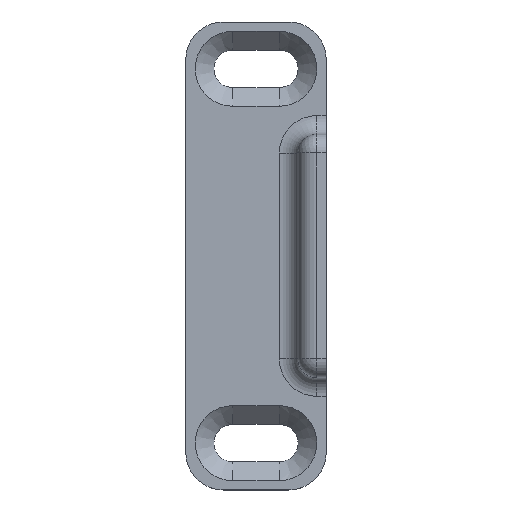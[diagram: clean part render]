
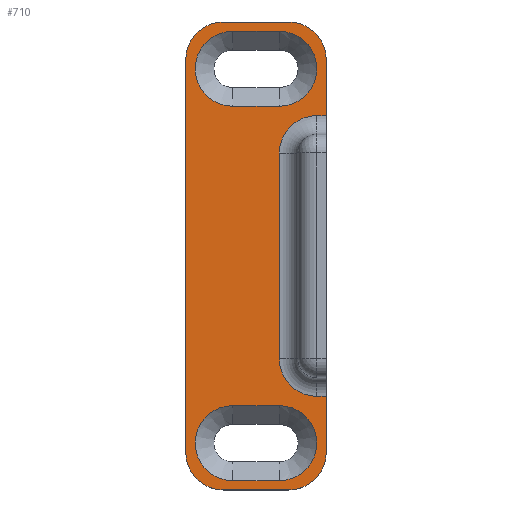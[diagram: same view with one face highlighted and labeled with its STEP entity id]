
A CAD part, top view. The second image highlights one B-rep face of the part: STEP entity #710.
In plain terms, the highlighted planar face has unit normal (0, 0, 1).
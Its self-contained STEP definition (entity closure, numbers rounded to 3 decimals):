
#19=FACE_BOUND('',#249,.T.);
#20=FACE_BOUND('',#250,.T.);
#24=PLANE('',#785);
#45=LINE('',#1080,#111);
#46=LINE('',#1091,#112);
#58=LINE('',#1132,#124);
#61=LINE('',#1138,#127);
#62=LINE('',#1142,#128);
#63=LINE('',#1146,#129);
#64=LINE('',#1150,#130);
#65=LINE('',#1153,#131);
#66=LINE('',#1156,#132);
#67=LINE('',#1160,#133);
#68=LINE('',#1164,#134);
#69=LINE('',#1168,#135);
#111=VECTOR('',#852,10.);
#112=VECTOR('',#865,10.);
#124=VECTOR('',#911,10.);
#127=VECTOR('',#918,10.);
#128=VECTOR('',#921,10.);
#129=VECTOR('',#924,10.);
#130=VECTOR('',#927,10.);
#131=VECTOR('',#930,10.);
#132=VECTOR('',#931,10.);
#133=VECTOR('',#934,10.);
#134=VECTOR('',#937,10.);
#135=VECTOR('',#940,10.);
#205=FACE_OUTER_BOUND('',#248,.T.);
#248=EDGE_LOOP('',(#537,#538,#539,#540,#541,#542,#543,#544,#545,#546,#547,
#548,#549,#550));
#249=EDGE_LOOP('',(#551,#552,#553,#554));
#250=EDGE_LOOP('',(#555,#556,#557,#558));
#282=CIRCLE('',#755,4.);
#287=CIRCLE('',#762,4.);
#300=CIRCLE('',#786,4.);
#301=CIRCLE('',#787,4.);
#302=CIRCLE('',#788,4.);
#303=CIRCLE('',#789,4.);
#304=CIRCLE('',#790,4.);
#305=CIRCLE('',#791,4.);
#306=CIRCLE('',#792,4.);
#307=CIRCLE('',#793,4.);
#320=VERTEX_POINT('',#1067);
#321=VERTEX_POINT('',#1068);
#325=VERTEX_POINT('',#1077);
#326=VERTEX_POINT('',#1082);
#327=VERTEX_POINT('',#1083);
#340=VERTEX_POINT('',#1129);
#342=VERTEX_POINT('',#1137);
#343=VERTEX_POINT('',#1139);
#344=VERTEX_POINT('',#1141);
#345=VERTEX_POINT('',#1143);
#346=VERTEX_POINT('',#1145);
#347=VERTEX_POINT('',#1147);
#348=VERTEX_POINT('',#1149);
#349=VERTEX_POINT('',#1151);
#350=VERTEX_POINT('',#1154);
#351=VERTEX_POINT('',#1155);
#352=VERTEX_POINT('',#1157);
#353=VERTEX_POINT('',#1159);
#354=VERTEX_POINT('',#1162);
#355=VERTEX_POINT('',#1163);
#356=VERTEX_POINT('',#1165);
#357=VERTEX_POINT('',#1167);
#383=EDGE_CURVE('',#320,#321,#282,.T.);
#389=EDGE_CURVE('',#321,#325,#45,.T.);
#390=EDGE_CURVE('',#326,#327,#287,.T.);
#394=EDGE_CURVE('',#327,#320,#46,.T.);
#415=EDGE_CURVE('',#340,#326,#58,.T.);
#418=EDGE_CURVE('',#340,#342,#61,.T.);
#419=EDGE_CURVE('',#343,#342,#300,.T.);
#420=EDGE_CURVE('',#343,#344,#62,.T.);
#421=EDGE_CURVE('',#345,#344,#301,.T.);
#422=EDGE_CURVE('',#345,#346,#63,.T.);
#423=EDGE_CURVE('',#347,#346,#302,.T.);
#424=EDGE_CURVE('',#347,#348,#64,.T.);
#425=EDGE_CURVE('',#349,#348,#303,.T.);
#426=EDGE_CURVE('',#349,#325,#65,.T.);
#427=EDGE_CURVE('',#350,#351,#66,.T.);
#428=EDGE_CURVE('',#352,#350,#304,.T.);
#429=EDGE_CURVE('',#353,#352,#67,.T.);
#430=EDGE_CURVE('',#351,#353,#305,.T.);
#431=EDGE_CURVE('',#354,#355,#68,.T.);
#432=EDGE_CURVE('',#356,#354,#306,.T.);
#433=EDGE_CURVE('',#357,#356,#69,.T.);
#434=EDGE_CURVE('',#355,#357,#307,.T.);
#537=ORIENTED_EDGE('',*,*,#389,.F.);
#538=ORIENTED_EDGE('',*,*,#383,.F.);
#539=ORIENTED_EDGE('',*,*,#394,.F.);
#540=ORIENTED_EDGE('',*,*,#390,.F.);
#541=ORIENTED_EDGE('',*,*,#415,.F.);
#542=ORIENTED_EDGE('',*,*,#418,.T.);
#543=ORIENTED_EDGE('',*,*,#419,.F.);
#544=ORIENTED_EDGE('',*,*,#420,.T.);
#545=ORIENTED_EDGE('',*,*,#421,.F.);
#546=ORIENTED_EDGE('',*,*,#422,.T.);
#547=ORIENTED_EDGE('',*,*,#423,.F.);
#548=ORIENTED_EDGE('',*,*,#424,.T.);
#549=ORIENTED_EDGE('',*,*,#425,.F.);
#550=ORIENTED_EDGE('',*,*,#426,.T.);
#551=ORIENTED_EDGE('',*,*,#427,.F.);
#552=ORIENTED_EDGE('',*,*,#428,.F.);
#553=ORIENTED_EDGE('',*,*,#429,.F.);
#554=ORIENTED_EDGE('',*,*,#430,.F.);
#555=ORIENTED_EDGE('',*,*,#431,.F.);
#556=ORIENTED_EDGE('',*,*,#432,.F.);
#557=ORIENTED_EDGE('',*,*,#433,.F.);
#558=ORIENTED_EDGE('',*,*,#434,.F.);
#710=ADVANCED_FACE('',(#205,#19,#20),#24,.T.);
#755=AXIS2_PLACEMENT_3D('',#1069,#839,#840);
#762=AXIS2_PLACEMENT_3D('',#1084,#855,#856);
#785=AXIS2_PLACEMENT_3D('',#1136,#916,#917);
#786=AXIS2_PLACEMENT_3D('',#1140,#919,#920);
#787=AXIS2_PLACEMENT_3D('',#1144,#922,#923);
#788=AXIS2_PLACEMENT_3D('',#1148,#925,#926);
#789=AXIS2_PLACEMENT_3D('',#1152,#928,#929);
#790=AXIS2_PLACEMENT_3D('',#1158,#932,#933);
#791=AXIS2_PLACEMENT_3D('',#1161,#935,#936);
#792=AXIS2_PLACEMENT_3D('',#1166,#938,#939);
#793=AXIS2_PLACEMENT_3D('',#1169,#941,#942);
#839=DIRECTION('center_axis',(0.,0.,1.));
#840=DIRECTION('ref_axis',(-0.707,-0.707,0.));
#852=DIRECTION('',(1.,0.,0.));
#855=DIRECTION('center_axis',(0.,0.,1.));
#856=DIRECTION('ref_axis',(-0.707,0.707,0.));
#865=DIRECTION('',(0.,-1.,0.));
#911=DIRECTION('',(-1.,0.,0.));
#916=DIRECTION('center_axis',(0.,0.,1.));
#917=DIRECTION('ref_axis',(1.,0.,0.));
#918=DIRECTION('',(0.,1.,0.));
#919=DIRECTION('center_axis',(0.,0.,-1.));
#920=DIRECTION('ref_axis',(0.707,0.707,0.));
#921=DIRECTION('',(-1.,0.,0.));
#922=DIRECTION('center_axis',(0.,0.,-1.));
#923=DIRECTION('ref_axis',(-0.707,0.707,0.));
#924=DIRECTION('',(0.,-1.,0.));
#925=DIRECTION('center_axis',(0.,0.,-1.));
#926=DIRECTION('ref_axis',(-0.707,-0.707,0.));
#927=DIRECTION('',(1.,0.,0.));
#928=DIRECTION('center_axis',(0.,0.,-1.));
#929=DIRECTION('ref_axis',(0.707,-0.707,0.));
#930=DIRECTION('',(0.,1.,0.));
#931=DIRECTION('',(-1.,0.,0.));
#932=DIRECTION('center_axis',(0.,0.,1.));
#933=DIRECTION('ref_axis',(0.,-1.,0.));
#934=DIRECTION('',(1.,0.,0.));
#935=DIRECTION('center_axis',(0.,0.,1.));
#936=DIRECTION('ref_axis',(0.,1.,0.));
#937=DIRECTION('',(-1.,0.,0.));
#938=DIRECTION('center_axis',(0.,0.,1.));
#939=DIRECTION('ref_axis',(0.,-1.,0.));
#940=DIRECTION('',(1.,0.,0.));
#941=DIRECTION('center_axis',(0.,0.,1.));
#942=DIRECTION('ref_axis',(0.,1.,0.));
#1067=CARTESIAN_POINT('',(10.,-36.,4.));
#1068=CARTESIAN_POINT('',(14.,-40.,4.));
#1069=CARTESIAN_POINT('Origin',(14.,-36.,4.));
#1077=CARTESIAN_POINT('',(15.,-40.,4.));
#1080=CARTESIAN_POINT('',(9.75,-40.,4.));
#1082=CARTESIAN_POINT('',(14.,-10.,4.));
#1083=CARTESIAN_POINT('',(10.,-14.,4.));
#1084=CARTESIAN_POINT('Origin',(14.,-14.,4.));
#1091=CARTESIAN_POINT('',(10.,-18.5,4.));
#1129=CARTESIAN_POINT('',(15.,-10.,4.));
#1132=CARTESIAN_POINT('',(11.25,-10.,4.));
#1136=CARTESIAN_POINT('Origin',(7.5,-25.,4.));
#1137=CARTESIAN_POINT('',(15.,-4.,4.));
#1138=CARTESIAN_POINT('',(15.,0.,4.));
#1139=CARTESIAN_POINT('',(11.,0.,4.));
#1140=CARTESIAN_POINT('Origin',(11.,-4.,4.));
#1141=CARTESIAN_POINT('',(4.,0.,4.));
#1142=CARTESIAN_POINT('',(0.,0.,4.));
#1143=CARTESIAN_POINT('',(0.,-4.,4.));
#1144=CARTESIAN_POINT('Origin',(4.,-4.,4.));
#1145=CARTESIAN_POINT('',(0.,-46.,4.));
#1146=CARTESIAN_POINT('',(0.,-50.,4.));
#1147=CARTESIAN_POINT('',(4.,-50.,4.));
#1148=CARTESIAN_POINT('Origin',(4.,-46.,4.));
#1149=CARTESIAN_POINT('',(11.,-50.,4.));
#1150=CARTESIAN_POINT('',(15.,-50.,4.));
#1151=CARTESIAN_POINT('',(15.,-46.,4.));
#1152=CARTESIAN_POINT('Origin',(11.,-46.,4.));
#1153=CARTESIAN_POINT('',(15.,0.,4.));
#1154=CARTESIAN_POINT('',(10.,-41.,4.));
#1155=CARTESIAN_POINT('',(5.,-41.,4.));
#1156=CARTESIAN_POINT('',(6.25,-41.,4.));
#1157=CARTESIAN_POINT('',(10.,-49.,4.));
#1158=CARTESIAN_POINT('Origin',(10.,-45.,4.));
#1159=CARTESIAN_POINT('',(5.,-49.,4.));
#1160=CARTESIAN_POINT('',(8.75,-49.,4.));
#1161=CARTESIAN_POINT('Origin',(5.,-45.,4.));
#1162=CARTESIAN_POINT('',(10.,-1.,4.));
#1163=CARTESIAN_POINT('',(5.,-1.,4.));
#1164=CARTESIAN_POINT('',(6.25,-1.,4.));
#1165=CARTESIAN_POINT('',(10.,-9.,4.));
#1166=CARTESIAN_POINT('Origin',(10.,-5.,4.));
#1167=CARTESIAN_POINT('',(5.,-9.,4.));
#1168=CARTESIAN_POINT('',(8.75,-9.,4.));
#1169=CARTESIAN_POINT('Origin',(5.,-5.,4.));
